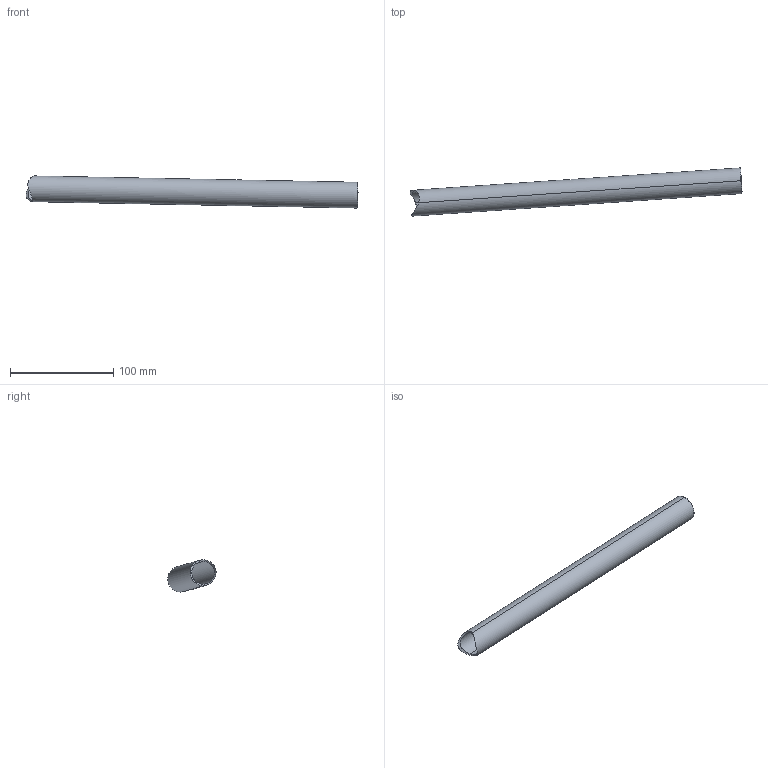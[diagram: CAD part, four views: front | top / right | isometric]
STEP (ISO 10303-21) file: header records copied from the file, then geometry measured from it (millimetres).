
FILE_DESCRIPTION(('CATIA V5 STEP Exchange'),'2;1');
FILE_NAME('17.stp','2023-02-01T15:47:01+00:00',('none'),('none'),'CATIA Version 5 Release 19 SP 2 (IN-10)','CATIA V5 STEP AP203','none');
FILE_SCHEMA(('CONFIG_CONTROL_DESIGN'));
Length unit declared in the file: millimetre
Products named in the file (1): Shape_582
Bounding box: 321.88 x 46.74 x 31.13 mm (x, y, z)
Volume: 35073.5 mm3; surface area: 47054.1 mm2
Topology: 2 solids, 2 shells, 15 faces, 37 edges, 24 vertices
Faces by surface type: cylinder 10, plane 3, bspline 2
Entity records: 2003 total; most frequent: CARTESIAN_POINT 1663, ORIENTED_EDGE 74, DIRECTION 38, EDGE_CURVE 37, VERTEX_POINT 22, AXIS2_PLACEMENT_3D 19, B_SPLINE_CURVE_WITH_KNOTS 17, ADVANCED_FACE 15
